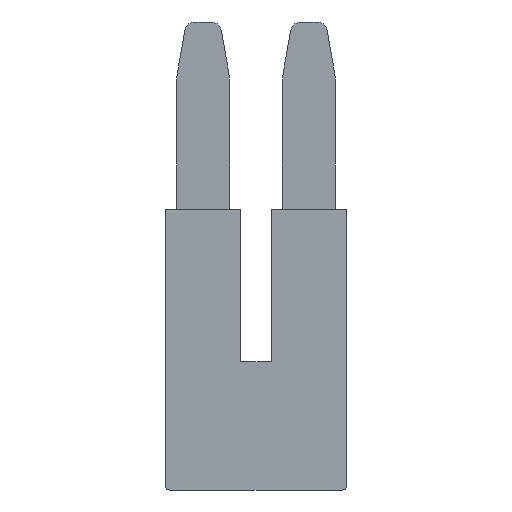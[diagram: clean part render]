
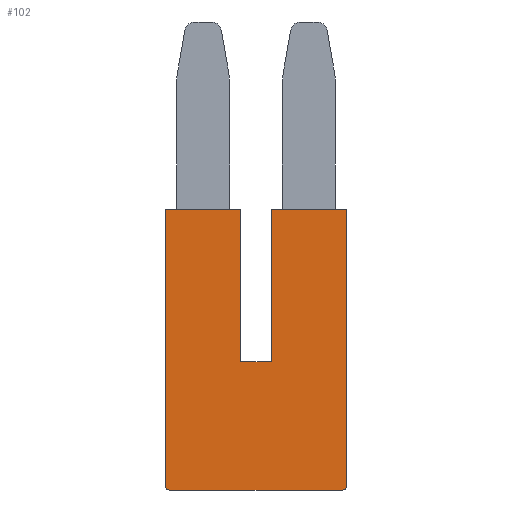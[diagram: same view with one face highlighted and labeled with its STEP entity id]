
A CAD part, front view. The second image highlights one B-rep face of the part: STEP entity #102.
In plain terms, the highlighted planar face has unit normal (0, -1, 0).
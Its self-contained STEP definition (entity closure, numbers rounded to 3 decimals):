
#102 = ADVANCED_FACE( 'NONE', ( #211 ), #212, .T. );
#211 = FACE_OUTER_BOUND( '', #322, .T. );
#212 = PLANE( '', #323 );
#322 = EDGE_LOOP( '', ( #561, #562, #563, #564, #565, #566, #567, #568, #569, #570 ) );
#323 = AXIS2_PLACEMENT_3D( '', #571, #572, #573 );
#561 = ORIENTED_EDGE( '', *, *, #688, .F. );
#562 = ORIENTED_EDGE( '', *, *, #754, .T. );
#563 = ORIENTED_EDGE( '', *, *, #698, .T. );
#564 = ORIENTED_EDGE( '', *, *, #775, .T. );
#565 = ORIENTED_EDGE( '', *, *, #734, .F. );
#566 = ORIENTED_EDGE( '', *, *, #776, .T. );
#567 = ORIENTED_EDGE( '', *, *, #748, .T. );
#568 = ORIENTED_EDGE( '', *, *, #777, .T. );
#569 = ORIENTED_EDGE( '', *, *, #769, .F. );
#570 = ORIENTED_EDGE( '', *, *, #778, .F. );
#571 = CARTESIAN_POINT( '', ( -12.481, 0., -23.728 ) );
#572 = DIRECTION( '', ( 0., -1., 0. ) );
#573 = DIRECTION( '', ( 0., 0., -1. ) );
#688 = EDGE_CURVE( 'NONE', #823, #825, #826, .T. );
#698 = EDGE_CURVE( 'NONE', #843, #841, #844, .T. );
#734 = EDGE_CURVE( 'NONE', #898, #900, #901, .T. );
#748 = EDGE_CURVE( 'NONE', #922, #920, #923, .T. );
#754 = EDGE_CURVE( 'NONE', #823, #843, #929, .T. );
#769 = EDGE_CURVE( 'NONE', #948, #950, #951, .T. );
#775 = EDGE_CURVE( 'NONE', #841, #900, #959, .T. );
#776 = EDGE_CURVE( 'NONE', #898, #922, #960, .T. );
#777 = EDGE_CURVE( 'NONE', #920, #950, #961, .T. );
#778 = EDGE_CURVE( 'NONE', #825, #948, #962, .T. );
#823 = VERTEX_POINT( 'NONE', #1014 );
#825 = VERTEX_POINT( 'NONE', #1017 );
#826 = LINE( '', #1018, #1019 );
#841 = VERTEX_POINT( 'NONE', #1040 );
#843 = VERTEX_POINT( 'NONE', #1043 );
#844 = LINE( '', #1044, #1045 );
#898 = VERTEX_POINT( 'NONE', #1118 );
#900 = VERTEX_POINT( 'NONE', #1121 );
#901 = CIRCLE( '', #1122, 0.2 );
#920 = VERTEX_POINT( 'NONE', #1146 );
#922 = VERTEX_POINT( 'NONE', #1149 );
#923 = CIRCLE( '', #1150, 0.2 );
#929 = LINE( '', #1159, #1160 );
#948 = VERTEX_POINT( 'NONE', #1184 );
#950 = VERTEX_POINT( 'NONE', #1187 );
#951 = LINE( '', #1188, #1189 );
#959 = LINE( '', #1201, #1202 );
#960 = LINE( '', #1203, #1204 );
#961 = LINE( '', #1205, #1206 );
#962 = LINE( '', #1207, #1208 );
#1014 = CARTESIAN_POINT( '', ( -19.131, 0., -17.428 ) );
#1017 = CARTESIAN_POINT( '', ( -17.631, 0., -17.428 ) );
#1018 = CARTESIAN_POINT( '', ( -17.631, 0., -17.428 ) );
#1019 = VECTOR( '', #1256, 1000. );
#1040 = CARTESIAN_POINT( '', ( -22.831, 0., -9.928 ) );
#1043 = CARTESIAN_POINT( '', ( -19.131, 0., -9.928 ) );
#1044 = CARTESIAN_POINT( '', ( -12.481, 0., -9.928 ) );
#1045 = VECTOR( '', #1264, 1000. );
#1118 = CARTESIAN_POINT( '', ( -22.631, 0., -23.728 ) );
#1121 = CARTESIAN_POINT( '', ( -22.831, 0., -23.528 ) );
#1122 = AXIS2_PLACEMENT_3D( '', #1306, #1307, #1308 );
#1146 = CARTESIAN_POINT( '', ( -13.931, 0., -23.528 ) );
#1149 = CARTESIAN_POINT( '', ( -14.131, 0., -23.728 ) );
#1150 = AXIS2_PLACEMENT_3D( '', #1327, #1328, #1329 );
#1159 = CARTESIAN_POINT( '', ( -19.131, 0., -23.728 ) );
#1160 = VECTOR( '', #1333, 1000. );
#1184 = CARTESIAN_POINT( '', ( -17.631, 0., -9.928 ) );
#1187 = CARTESIAN_POINT( '', ( -13.931, 0., -9.928 ) );
#1188 = CARTESIAN_POINT( '', ( -13.881, 0., -9.928 ) );
#1189 = VECTOR( '', #1349, 1000. );
#1201 = CARTESIAN_POINT( '', ( -22.831, 0., -23.728 ) );
#1202 = VECTOR( '', #1354, 1000. );
#1203 = CARTESIAN_POINT( '', ( -12.481, 0., -23.728 ) );
#1204 = VECTOR( '', #1355, 1000. );
#1205 = CARTESIAN_POINT( '', ( -13.931, 0., -23.528 ) );
#1206 = VECTOR( '', #1356, 1000. );
#1207 = CARTESIAN_POINT( '', ( -17.631, 0., -17.428 ) );
#1208 = VECTOR( '', #1357, 1000. );
#1256 = DIRECTION( '', ( 1., 0., 0. ) );
#1264 = DIRECTION( '', ( -1., 0., 0. ) );
#1306 = CARTESIAN_POINT( '', ( -22.631, 0., -23.528 ) );
#1307 = DIRECTION( '', ( 0., 1., 0. ) );
#1308 = DIRECTION( '', ( 0., 0., 1. ) );
#1327 = CARTESIAN_POINT( '', ( -14.131, 0., -23.528 ) );
#1328 = DIRECTION( '', ( 0., -1., 0. ) );
#1329 = DIRECTION( '', ( 0., 0., -1. ) );
#1333 = DIRECTION( '', ( 0., 0., 1. ) );
#1349 = DIRECTION( '', ( 1., 0., 0. ) );
#1354 = DIRECTION( '', ( 0., 0., -1. ) );
#1355 = DIRECTION( '', ( 1., 0., 0. ) );
#1356 = DIRECTION( '', ( 0., 0., 1. ) );
#1357 = DIRECTION( '', ( 0., 0., 1. ) );
